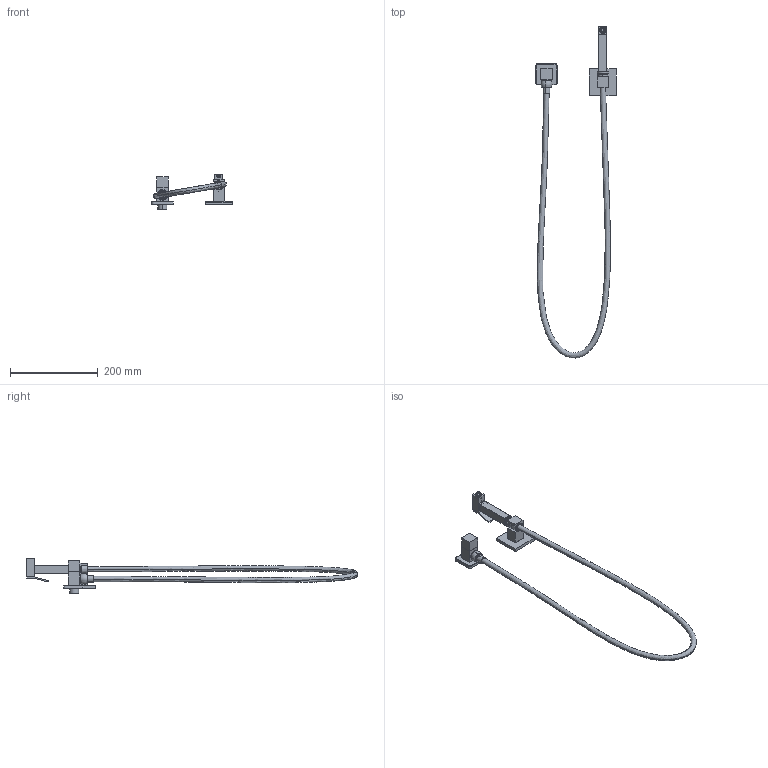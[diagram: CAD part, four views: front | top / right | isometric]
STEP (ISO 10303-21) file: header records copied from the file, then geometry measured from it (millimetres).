
FILE_DESCRIPTION (( 'STEP AP203' ), '1' );
FILE_NAME ('99F301571.STEP', '2025-07-09T06:31:43', ( '' ), ( '' ), 'SwSTEP 2.0', 'SolidWorks 2021', '' );
FILE_SCHEMA (( 'CONFIG_CONTROL_DESIGN' ));
Length unit declared in the file: millimetre
Products named in the file (20): Part2_Predeterminado; CV0282_CRCV0282; 99Z307905_OFFICE; FX0331_Predeterminado; VA0168_Predeterminado; Part3_Predeterminado; FX0429_PUFX0429; VA0169_Predeterminado; 99F301571; 99-242304-wall cover_Predeterminado; SE0168_Predeterminado; 99-300151_Predeterminado; Part5_Predeterminado; part1_Predeterminado; Part6_Predeterminado; SW0112_Predeterminado; Part4_Predeterminado; 99-242304_Predeterminado; SE0167_Predeterminado; 99-300152
Assembly tree (19 placements, depth 3):
  99F301571
    99-242304_Predeterminado
    99-242304-wall cover_Predeterminado
    99-300151_Predeterminado
      part1_Predeterminado
      Part2_Predeterminado
      Part3_Predeterminado
      Part4_Predeterminado
      Part5_Predeterminado
      Part6_Predeterminado
      SE0167_Predeterminado
      VA0168_Predeterminado
      VA0169_Predeterminado
      FX0331_Predeterminado
      SW0112_Predeterminado
      SE0168_Predeterminado
    99-300152
      FX0429_PUFX0429
      CV0282_CRCV0282
    99Z307905_OFFICE
Bounding box: 182.74 x 754.49 x 80.87 mm (x, y, z)
Volume: 249257 mm3; surface area: 125987.1 mm2
Topology: 19 solids, 19 shells, 421 faces, 1033 edges, 675 vertices
Faces by surface type: plane 181, cylinder 173, cone 39, bspline 14, torus 14
Entity records: 22827 total; most frequent: CARTESIAN_POINT 10505, DIRECTION 2157, ORIENTED_EDGE 2062, EDGE_CURVE 1031, AXIS2_PLACEMENT_3D 823, VERTEX_POINT 675, EDGE_LOOP 532, LINE 511
